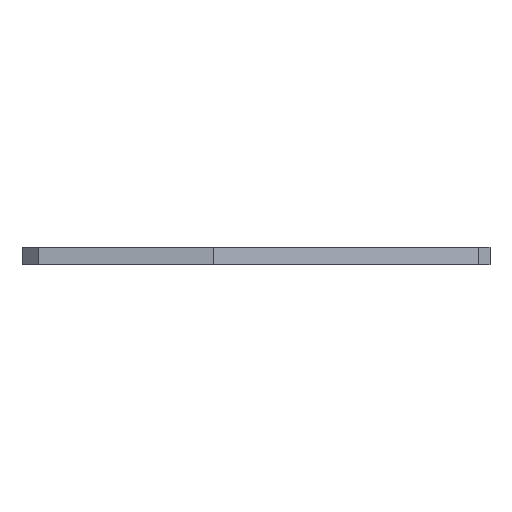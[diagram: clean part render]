
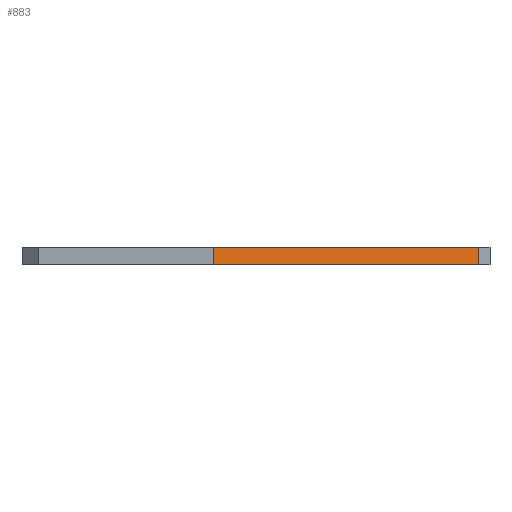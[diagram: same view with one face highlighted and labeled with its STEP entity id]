
A CAD part, left-side view. The second image highlights one B-rep face of the part: STEP entity #883.
In plain terms, the highlighted planar face has unit normal (-0.884, -0.468, 0).
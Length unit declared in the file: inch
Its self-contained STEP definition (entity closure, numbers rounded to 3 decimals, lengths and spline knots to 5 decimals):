
#16 = ORIENTED_EDGE ( 'NONE', *, *, #715, .T. ) ;
#28 = AXIS2_PLACEMENT_3D ( 'NONE', #1055, #975, #445 ) ;
#29 = VERTEX_POINT ( 'NONE', #453 ) ;
#48 = VERTEX_POINT ( 'NONE', #312 ) ;
#93 = FACE_OUTER_BOUND ( 'NONE', #520, .T. ) ;
#202 = EDGE_CURVE ( 'NONE', #29, #851, #765, .T. ) ;
#280 = VECTOR ( 'NONE', #790, 39.37008 ) ;
#290 = VECTOR ( 'NONE', #840, 39.37008 ) ;
#307 = LINE ( 'NONE', #944, #280 ) ;
#312 = CARTESIAN_POINT ( 'NONE',  ( -1.25, 0.625, 0.09 ) ) ;
#331 = LINE ( 'NONE', #1015, #290 ) ;
#413 = CARTESIAN_POINT ( 'NONE',  ( -0.52109, -0.7524, 0.09 ) ) ;
#423 = LINE ( 'NONE', #1133, #435 ) ;
#435 = VECTOR ( 'NONE', #954, 39.37008 ) ;
#445 = DIRECTION ( 'NONE',  ( -0.468, 0.884, 0. ) ) ;
#453 = CARTESIAN_POINT ( 'NONE',  ( -1.25, 0.625, 0. ) ) ;
#497 = CARTESIAN_POINT ( 'NONE',  ( -0.52109, -0.7524, 0. ) ) ;
#520 = EDGE_LOOP ( 'NONE', ( #16, #889, #950, #1034 ) ) ;
#625 = PLANE ( 'NONE',  #28 ) ;
#635 = EDGE_CURVE ( 'NONE', #48, #778, #423, .T. ) ;
#715 = EDGE_CURVE ( 'NONE', #851, #778, #331, .T. ) ;
#719 = EDGE_CURVE ( 'NONE', #48, #29, #307, .T. ) ;
#761 = VECTOR ( 'NONE', #926, 39.37008 ) ;
#765 = LINE ( 'NONE', #836, #761 ) ;
#778 = VERTEX_POINT ( 'NONE', #413 ) ;
#790 = DIRECTION ( 'NONE',  ( 0., 0., -1. ) ) ;
#836 = CARTESIAN_POINT ( 'NONE',  ( -1.25, 0.625, 0. ) ) ;
#840 = DIRECTION ( 'NONE',  ( 0., 0., 1. ) ) ;
#851 = VERTEX_POINT ( 'NONE', #497 ) ;
#883 = ADVANCED_FACE ( 'NONE', ( #93 ), #625, .F. ) ;
#889 = ORIENTED_EDGE ( 'NONE', *, *, #635, .F. ) ;
#926 = DIRECTION ( 'NONE',  ( 0.468, -0.884, 0. ) ) ;
#944 = CARTESIAN_POINT ( 'NONE',  ( -1.25, 0.625, 0.09 ) ) ;
#950 = ORIENTED_EDGE ( 'NONE', *, *, #719, .T. ) ;
#954 = DIRECTION ( 'NONE',  ( 0.468, -0.884, 0. ) ) ;
#975 = DIRECTION ( 'NONE',  ( 0.884, 0.468, 0. ) ) ;
#1015 = CARTESIAN_POINT ( 'NONE',  ( -0.52109, -0.7524, 0. ) ) ;
#1034 = ORIENTED_EDGE ( 'NONE', *, *, #202, .T. ) ;
#1055 = CARTESIAN_POINT ( 'NONE',  ( -1.25, 0.625, 0.09 ) ) ;
#1133 = CARTESIAN_POINT ( 'NONE',  ( -1.25, 0.625, 0.09 ) ) ;
